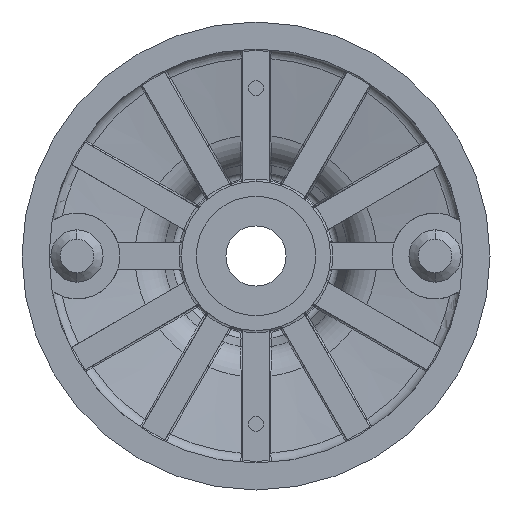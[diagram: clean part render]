
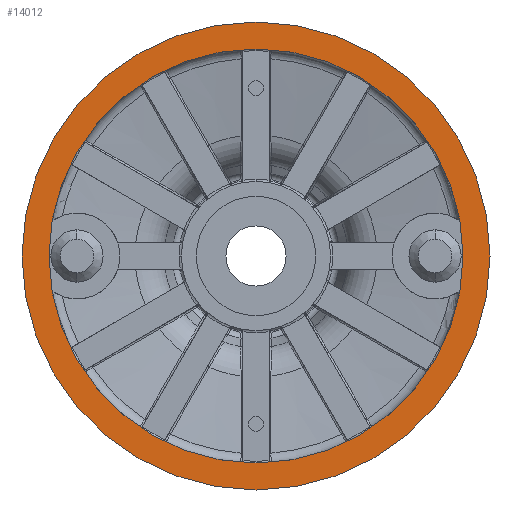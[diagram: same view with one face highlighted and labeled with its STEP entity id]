
A CAD part, front view. The second image highlights one B-rep face of the part: STEP entity #14012.
In plain terms, the highlighted planar face has unit normal (0, -1, 0).
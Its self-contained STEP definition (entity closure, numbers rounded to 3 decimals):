
#51 = DIRECTION ( 'NONE',  ( 0., 0., -1. ) ) ;
#295 = ORIENTED_EDGE ( 'NONE', *, *, #11438, .T. ) ;
#430 = VERTEX_POINT ( 'NONE', #13317 ) ;
#509 = EDGE_CURVE ( 'NONE', #430, #8521, #13195, .T. ) ;
#1261 = AXIS2_PLACEMENT_3D ( 'NONE', #3086, #11867, #4349 ) ;
#1916 = CARTESIAN_POINT ( 'NONE',  ( 0., 0., 0. ) ) ;
#2225 = AXIS2_PLACEMENT_3D ( 'NONE', #3168, #8148, #5690 ) ;
#3086 = CARTESIAN_POINT ( 'NONE',  ( 0., 0., 0. ) ) ;
#3168 = CARTESIAN_POINT ( 'NONE',  ( 0., 0., 0. ) ) ;
#3180 = DIRECTION ( 'NONE',  ( 0., 0., 1. ) ) ;
#4349 = DIRECTION ( 'NONE',  ( 0., 0., -1. ) ) ;
#4431 = PLANE ( 'NONE',  #2225 ) ;
#4906 = CARTESIAN_POINT ( 'NONE',  ( 0., 0., -62.74 ) ) ;
#5690 = DIRECTION ( 'NONE',  ( 0., 0., -1. ) ) ;
#5953 = CIRCLE ( 'NONE', #12080, 55.5 ) ;
#7167 = CARTESIAN_POINT ( 'NONE',  ( 0., 0., 0. ) ) ;
#7417 = ORIENTED_EDGE ( 'NONE', *, *, #10269, .T. ) ;
#7539 = DIRECTION ( 'NONE',  ( 0., -1., 0. ) ) ;
#7684 = AXIS2_PLACEMENT_3D ( 'NONE', #15073, #7539, #51 ) ;
#8148 = DIRECTION ( 'NONE',  ( 0., -1., 0. ) ) ;
#8330 = CIRCLE ( 'NONE', #1261, 62.74 ) ;
#8429 = DIRECTION ( 'NONE',  ( 0., 0., 1. ) ) ;
#8521 = VERTEX_POINT ( 'NONE', #13179 ) ;
#9599 = CIRCLE ( 'NONE', #7684, 62.74 ) ;
#9780 = EDGE_LOOP ( 'NONE', ( #7417, #11936 ) ) ;
#9974 = FACE_OUTER_BOUND ( 'NONE', #9780, .T. ) ;
#10269 = EDGE_CURVE ( 'NONE', #13158, #15268, #8330, .T. ) ;
#10460 = AXIS2_PLACEMENT_3D ( 'NONE', #7167, #15964, #8429 ) ;
#10697 = DIRECTION ( 'NONE',  ( 0., 1., 0. ) ) ;
#11438 = EDGE_CURVE ( 'NONE', #8521, #430, #5953, .T. ) ;
#11867 = DIRECTION ( 'NONE',  ( 0., -1., 0. ) ) ;
#11936 = ORIENTED_EDGE ( 'NONE', *, *, #13200, .T. ) ;
#12080 = AXIS2_PLACEMENT_3D ( 'NONE', #1916, #10697, #3180 ) ;
#12530 = FACE_BOUND ( 'NONE', #13783, .T. ) ;
#13054 = CARTESIAN_POINT ( 'NONE',  ( 0., 0., 62.74 ) ) ;
#13158 = VERTEX_POINT ( 'NONE', #4906 ) ;
#13179 = CARTESIAN_POINT ( 'NONE',  ( 0., 0., -55.5 ) ) ;
#13195 = CIRCLE ( 'NONE', #10460, 55.5 ) ;
#13200 = EDGE_CURVE ( 'NONE', #15268, #13158, #9599, .T. ) ;
#13317 = CARTESIAN_POINT ( 'NONE',  ( 0., 0., 55.5 ) ) ;
#13638 = ORIENTED_EDGE ( 'NONE', *, *, #509, .T. ) ;
#13783 = EDGE_LOOP ( 'NONE', ( #13638, #295 ) ) ;
#14012 = ADVANCED_FACE ( 'NONE', ( #9974, #12530 ), #4431, .T. ) ;
#15073 = CARTESIAN_POINT ( 'NONE',  ( 0., 0., 0. ) ) ;
#15268 = VERTEX_POINT ( 'NONE', #13054 ) ;
#15964 = DIRECTION ( 'NONE',  ( 0., 1., 0. ) ) ;
